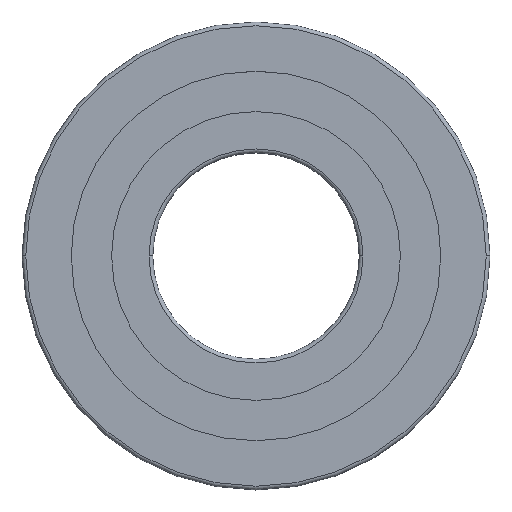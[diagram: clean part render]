
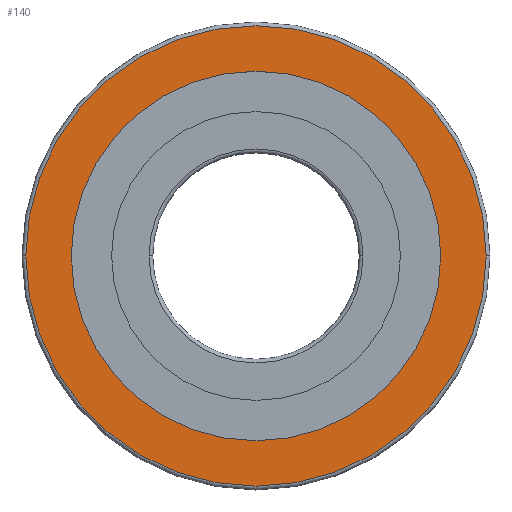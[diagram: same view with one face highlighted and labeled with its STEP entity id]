
A CAD part, top view. The second image highlights one B-rep face of the part: STEP entity #140.
In plain terms, the highlighted planar face has unit normal (0, 0, 1).
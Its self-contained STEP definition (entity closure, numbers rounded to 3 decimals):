
#12 = DIRECTION ( 'NONE',  ( 0., 0., 1. ) ) ;
#19 = ORIENTED_EDGE ( 'NONE', *, *, #382, .T. ) ;
#25 = AXIS2_PLACEMENT_3D ( 'NONE', #492, #12, #573 ) ;
#36 = ORIENTED_EDGE ( 'NONE', *, *, #568, .T. ) ;
#78 = FACE_BOUND ( 'NONE', #269, .T. ) ;
#100 = AXIS2_PLACEMENT_3D ( 'NONE', #970, #356, #186 ) ;
#114 = ORIENTED_EDGE ( 'NONE', *, *, #158, .F. ) ;
#122 = CARTESIAN_POINT ( 'NONE',  ( 0., 0., 3.969 ) ) ;
#140 = ADVANCED_FACE ( 'NONE', ( #540, #78 ), #335, .F. ) ;
#144 = AXIS2_PLACEMENT_3D ( 'NONE', #122, #684, #194 ) ;
#158 = EDGE_CURVE ( 'NONE', #922, #640, #505, .T. ) ;
#186 = DIRECTION ( 'NONE',  ( -1., 0., 0. ) ) ;
#192 = CIRCLE ( 'NONE', #550, 12.288 ) ;
#194 = DIRECTION ( 'NONE',  ( 1., 0., 0. ) ) ;
#240 = ORIENTED_EDGE ( 'NONE', *, *, #611, .F. ) ;
#269 = EDGE_LOOP ( 'NONE', ( #240, #114 ) ) ;
#320 = CIRCLE ( 'NONE', #25, 15.31 ) ;
#324 = AXIS2_PLACEMENT_3D ( 'NONE', #423, #988, #521 ) ;
#335 = PLANE ( 'NONE',  #100 ) ;
#354 = CARTESIAN_POINT ( 'NONE',  ( 0., 0., 3.969 ) ) ;
#356 = DIRECTION ( 'NONE',  ( 0., 0., -1. ) ) ;
#382 = EDGE_CURVE ( 'NONE', #385, #845, #320, .T. ) ;
#385 = VERTEX_POINT ( 'NONE', #648 ) ;
#423 = CARTESIAN_POINT ( 'NONE',  ( 0., 0., 3.969 ) ) ;
#428 = CIRCLE ( 'NONE', #324, 15.31 ) ;
#438 = DIRECTION ( 'NONE',  ( 1., 0., 0. ) ) ;
#476 = EDGE_LOOP ( 'NONE', ( #19, #36 ) ) ;
#492 = CARTESIAN_POINT ( 'NONE',  ( 0., 0., 3.969 ) ) ;
#505 = CIRCLE ( 'NONE', #144, 12.288 ) ;
#521 = DIRECTION ( 'NONE',  ( -1., 0., 0. ) ) ;
#534 = CARTESIAN_POINT ( 'NONE',  ( 15.31, 0., 3.969 ) ) ;
#540 = FACE_OUTER_BOUND ( 'NONE', #476, .T. ) ;
#550 = AXIS2_PLACEMENT_3D ( 'NONE', #354, #927, #438 ) ;
#568 = EDGE_CURVE ( 'NONE', #845, #385, #428, .T. ) ;
#573 = DIRECTION ( 'NONE',  ( -1., 0., 0. ) ) ;
#593 = CARTESIAN_POINT ( 'NONE',  ( -12.288, 0., 3.969 ) ) ;
#611 = EDGE_CURVE ( 'NONE', #640, #922, #192, .T. ) ;
#640 = VERTEX_POINT ( 'NONE', #860 ) ;
#648 = CARTESIAN_POINT ( 'NONE',  ( -15.31, 0., 3.969 ) ) ;
#684 = DIRECTION ( 'NONE',  ( 0., 0., 1. ) ) ;
#845 = VERTEX_POINT ( 'NONE', #534 ) ;
#860 = CARTESIAN_POINT ( 'NONE',  ( 12.288, 0., 3.969 ) ) ;
#922 = VERTEX_POINT ( 'NONE', #593 ) ;
#927 = DIRECTION ( 'NONE',  ( 0., 0., 1. ) ) ;
#970 = CARTESIAN_POINT ( 'NONE',  ( 0., 15.56, 3.969 ) ) ;
#988 = DIRECTION ( 'NONE',  ( 0., 0., 1. ) ) ;
